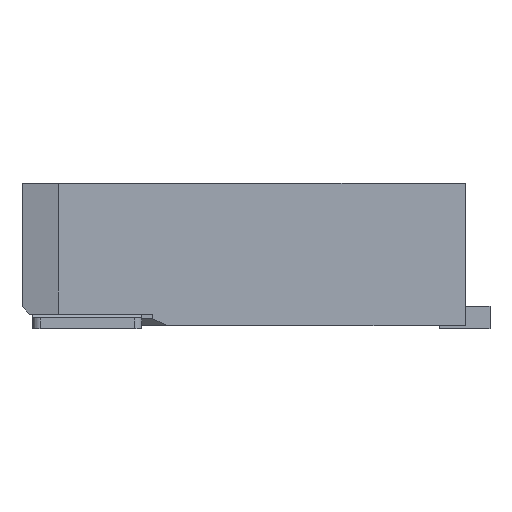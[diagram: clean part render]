
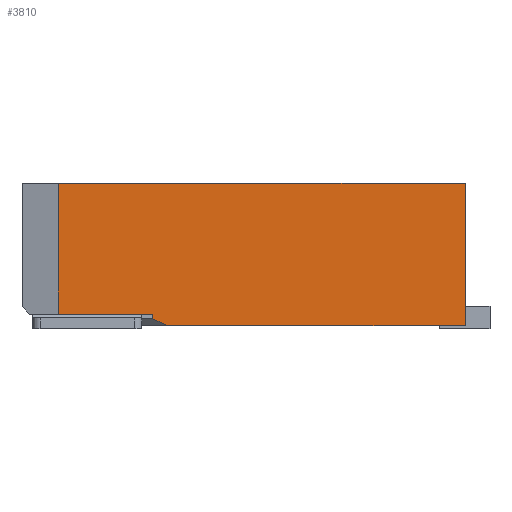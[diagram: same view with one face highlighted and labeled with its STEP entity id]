
A CAD part, left-side view. The second image highlights one B-rep face of the part: STEP entity #3810.
In plain terms, the highlighted planar face has unit normal (-1, 0, 0).
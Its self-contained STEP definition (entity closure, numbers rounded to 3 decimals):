
#190 = EDGE_CURVE ( 'NONE', #5610, #11125, #672, .T. ) ;
#227 = DIRECTION ( 'NONE',  ( 0., -0.894, -0.447 ) ) ;
#277 = VECTOR ( 'NONE', #730, 1000. ) ;
#620 = DIRECTION ( 'NONE',  ( 0., 0., -1. ) ) ;
#672 = LINE ( 'NONE', #9587, #277 ) ;
#679 = CARTESIAN_POINT ( 'NONE',  ( -4.875, -0.6, -0.82 ) ) ;
#730 = DIRECTION ( 'NONE',  ( 0., 0., 1. ) ) ;
#863 = ORIENTED_EDGE ( 'NONE', *, *, #5050, .F. ) ;
#979 = CARTESIAN_POINT ( 'NONE',  ( -4.875, 0.7, 0.98 ) ) ;
#1228 = EDGE_CURVE ( 'NONE', #7492, #11440, #4814, .T. ) ;
#1286 = CARTESIAN_POINT ( 'NONE',  ( -4.875, -0.8, -0.98 ) ) ;
#1779 = DIRECTION ( 'NONE',  ( 0., -1., 0. ) ) ;
#1896 = CARTESIAN_POINT ( 'NONE',  ( -4.875, 0.7, -0.82 ) ) ;
#2161 = DIRECTION ( 'NONE',  ( -1., 0., 0. ) ) ;
#2220 = CARTESIAN_POINT ( 'NONE',  ( -4.875, -4.9, -0.98 ) ) ;
#2311 = ORIENTED_EDGE ( 'NONE', *, *, #1228, .T. ) ;
#2342 = VECTOR ( 'NONE', #9961, 1000. ) ;
#2347 = ORIENTED_EDGE ( 'NONE', *, *, #190, .T. ) ;
#2442 = AXIS2_PLACEMENT_3D ( 'NONE', #10011, #2161, #11196 ) ;
#2587 = VECTOR ( 'NONE', #620, 1000. ) ;
#3001 = DIRECTION ( 'NONE',  ( 0., -1., 0. ) ) ;
#3699 = LINE ( 'NONE', #8011, #9347 ) ;
#3810 = ADVANCED_FACE ( 'NONE', ( #5788 ), #8720, .T. ) ;
#3892 = VECTOR ( 'NONE', #1779, 1000. ) ;
#4814 = LINE ( 'NONE', #1896, #9954 ) ;
#5050 = EDGE_CURVE ( 'NONE', #7492, #6023, #10103, .T. ) ;
#5390 = CARTESIAN_POINT ( 'NONE',  ( -4.875, -0.8, -0.98 ) ) ;
#5454 = LINE ( 'NONE', #679, #2587 ) ;
#5610 = VERTEX_POINT ( 'NONE', #2220 ) ;
#5758 = EDGE_CURVE ( 'NONE', #6023, #11125, #9387, .T. ) ;
#5788 = FACE_OUTER_BOUND ( 'NONE', #7341, .T. ) ;
#5995 = CARTESIAN_POINT ( 'NONE',  ( -4.875, -0.6, -0.82 ) ) ;
#6023 = VERTEX_POINT ( 'NONE', #979 ) ;
#6068 = LINE ( 'NONE', #1286, #2342 ) ;
#6121 = ORIENTED_EDGE ( 'NONE', *, *, #12508, .T. ) ;
#6422 = ORIENTED_EDGE ( 'NONE', *, *, #9530, .T. ) ;
#6447 = CARTESIAN_POINT ( 'NONE',  ( -4.875, 0.7, -0.82 ) ) ;
#6541 = ORIENTED_EDGE ( 'NONE', *, *, #5758, .F. ) ;
#7341 = EDGE_LOOP ( 'NONE', ( #6121, #6422, #11938, #2347, #6541, #863, #2311 ) ) ;
#7492 = VERTEX_POINT ( 'NONE', #10640 ) ;
#7862 = VERTEX_POINT ( 'NONE', #10989 ) ;
#8011 = CARTESIAN_POINT ( 'NONE',  ( -4.875, -0.6, -0.88 ) ) ;
#8516 = EDGE_CURVE ( 'NONE', #9296, #5610, #6068, .T. ) ;
#8655 = CARTESIAN_POINT ( 'NONE',  ( -4.875, 0.7, 0.98 ) ) ;
#8720 = PLANE ( 'NONE',  #2442 ) ;
#9079 = DIRECTION ( 'NONE',  ( 0., 0., 1. ) ) ;
#9296 = VERTEX_POINT ( 'NONE', #5390 ) ;
#9347 = VECTOR ( 'NONE', #227, 1000. ) ;
#9387 = LINE ( 'NONE', #8655, #3892 ) ;
#9530 = EDGE_CURVE ( 'NONE', #7862, #9296, #3699, .T. ) ;
#9587 = CARTESIAN_POINT ( 'NONE',  ( -4.875, -4.9, -0.98 ) ) ;
#9954 = VECTOR ( 'NONE', #3001, 1000. ) ;
#9961 = DIRECTION ( 'NONE',  ( 0., -1., 0. ) ) ;
#10011 = CARTESIAN_POINT ( 'NONE',  ( -4.875, 0.7, -0.98 ) ) ;
#10103 = LINE ( 'NONE', #6447, #12431 ) ;
#10640 = CARTESIAN_POINT ( 'NONE',  ( -4.875, 0.7, -0.82 ) ) ;
#10989 = CARTESIAN_POINT ( 'NONE',  ( -4.875, -0.6, -0.88 ) ) ;
#11125 = VERTEX_POINT ( 'NONE', #11780 ) ;
#11196 = DIRECTION ( 'NONE',  ( 0., 0., 1. ) ) ;
#11440 = VERTEX_POINT ( 'NONE', #5995 ) ;
#11780 = CARTESIAN_POINT ( 'NONE',  ( -4.875, -4.9, 0.98 ) ) ;
#11938 = ORIENTED_EDGE ( 'NONE', *, *, #8516, .T. ) ;
#12431 = VECTOR ( 'NONE', #9079, 1000. ) ;
#12508 = EDGE_CURVE ( 'NONE', #11440, #7862, #5454, .T. ) ;
